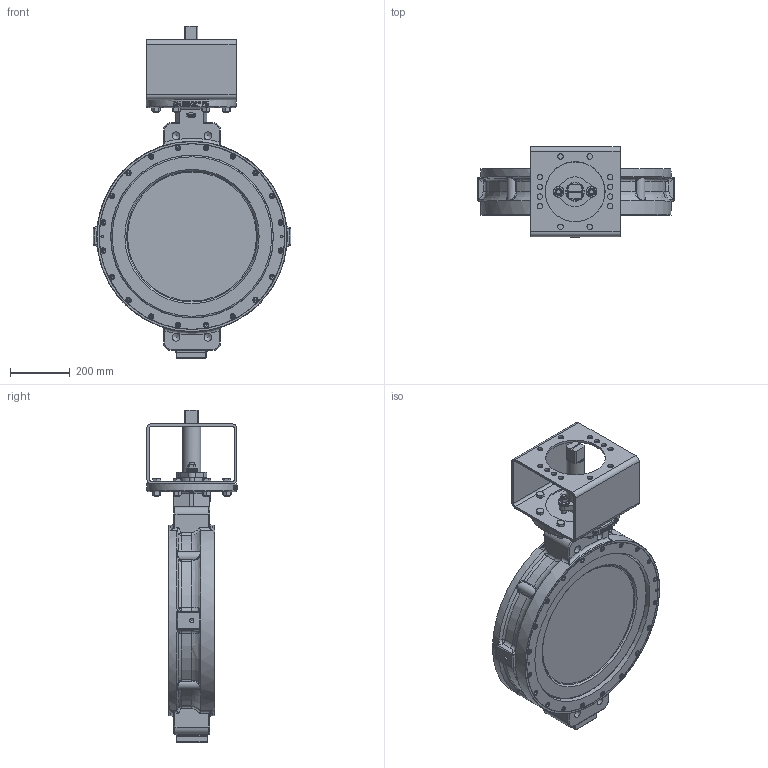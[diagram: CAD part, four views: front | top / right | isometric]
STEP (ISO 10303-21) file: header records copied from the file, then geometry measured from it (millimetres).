
FILE_DESCRIPTION((''),'2;1');
FILE_NAME('HP111 DN550-01.stp','2008-11-06T09:30:26',('hellwig'),(''),'Autodesk Inventor 2008','Autodesk Inventor 2008','');
FILE_SCHEMA(('AUTOMOTIVE_DESIGN { 1 0 10303 214 1 1 1 1 }'));
Length unit declared in the file: millimetre
Products named in the file (1): Bauteil7
Bounding box: 660 x 301.5 x 1107 mm (x, y, z)
Volume: 30410948.8 mm3; surface area: 2918671.9 mm2
Topology: 5 solids, 68 shells, 2146 faces, 5081 edges, 3100 vertices
Faces by surface type: plane 751, bspline 607, cylinder 442, cone 266, torus 67, sphere 13
Full cylindrical faces by diameter (mm): 6 x4, 10 x20, 12 x4, 13.835 x1, 14.917 x8, 16 x40, 17.5 x2, 18 x16, 18.3 x12, 19 x3, 19.2 x3, 22 x8, 26.211 x4, 35.5 x12, 60 x2, 60.05 x6, 60.2 x5, 63 x1, 63.2 x1, 64.5 x1, 65.5 x1, 66 x1, 73.8 x1, 74 x2, 74.5 x1, 75.8 x1, 75.9 x1, 200 x1, 200.1 x2, 300 x1
Entity records: 92079 total; most frequent: CARTESIAN_POINT 48445, ORIENTED_EDGE 8414, DIRECTION 7901, EDGE_CURVE 4207, AXIS2_PLACEMENT_3D 3213, EDGE_LOOP 2955, VERTEX_POINT 2860, FACE_OUTER_BOUND 2146
